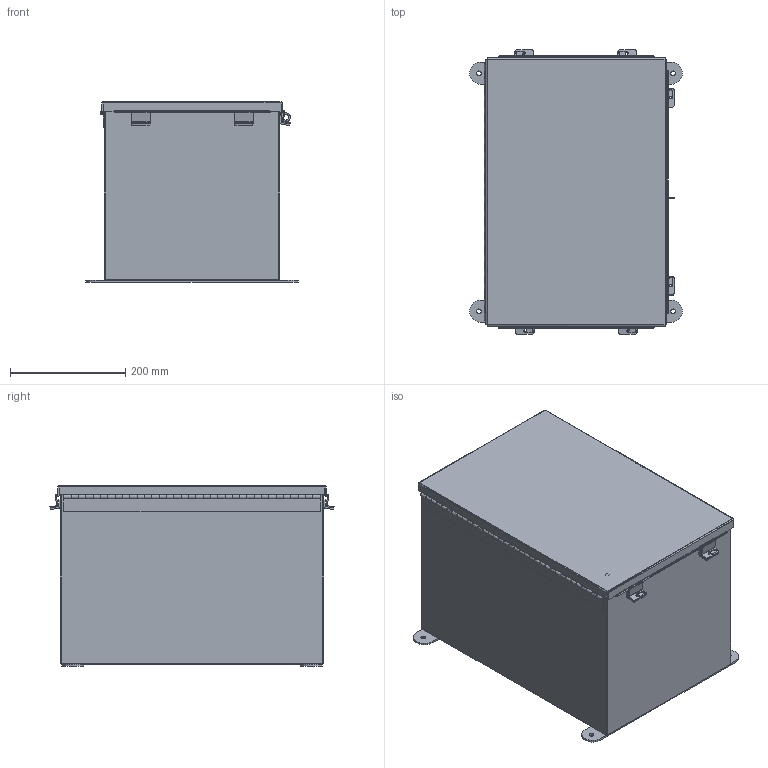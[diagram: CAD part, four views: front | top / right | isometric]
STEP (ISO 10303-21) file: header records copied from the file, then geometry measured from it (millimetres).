
FILE_DESCRIPTION (( 'STEP AP203' ), '1' );
FILE_NAME ('N121218SSCHTR.STEP', '2016-03-03T17:41:19', ( 'change1' ), ( 'Microsoft' ), 'SwSTEP 2.0', 'SolidWorks 2015', '' );
FILE_SCHEMA (( 'CONFIG_CONTROL_DESIGN' ));
Length unit declared in the file: inch
Products named in the file (13): N121218SSCHTR JIC Bottom; N121218SSCHTR JIC Enclosure Template; N121218SSCHTR HW-CD-S-25020-034; N121218SSCHTR Hinge Body Side; HW-CLH-JH-20154; N121218SSCHTR Hinge Cover Side JIC; N121218SSCHTR JIC Mounting Bracket; N121218SSCHTR _JIC Hinge; N121218SSCHTR; N121218SSCHTR JIC_Cover_Template; N121218SSCHTR JIC Clamp Bracket; N121218SSCHTR JIC Cover Clamp; N121218SSCHTR JIC Top
Assembly tree (24 placements, depth 3):
  N121218SSCHTR
    N121218SSCHTR JIC Enclosure Template
    N121218SSCHTR _JIC Hinge
      N121218SSCHTR Hinge Body Side
      N121218SSCHTR Hinge Cover Side JIC
    N121218SSCHTR JIC_Cover_Template
    N121218SSCHTR JIC Clamp Bracket  x6
    N121218SSCHTR JIC Cover Clamp  x6
    N121218SSCHTR JIC Top
    N121218SSCHTR JIC Bottom
    N121218SSCHTR HW-CD-S-25020-034  x2
    HW-CLH-JH-20154
    N121218SSCHTR JIC Mounting Bracket  x2
Bounding box: 368.3 x 492.93 x 313.36 mm (x, y, z)
Volume: 1637283.1 mm3; surface area: 1709495.3 mm2
Topology: 23 solids, 23 shells, 824 faces, 1997 edges, 1221 vertices
Faces by surface type: plane 517, cylinder 287, bspline 8, torus 8, cone 4
Entity records: 19050 total; most frequent: CARTESIAN_POINT 3347, DIRECTION 3013, ORIENTED_EDGE 2872, EDGE_CURVE 1436, LINE 1007, VECTOR 1007, AXIS2_PLACEMENT_3D 1003, VERTEX_POINT 889
